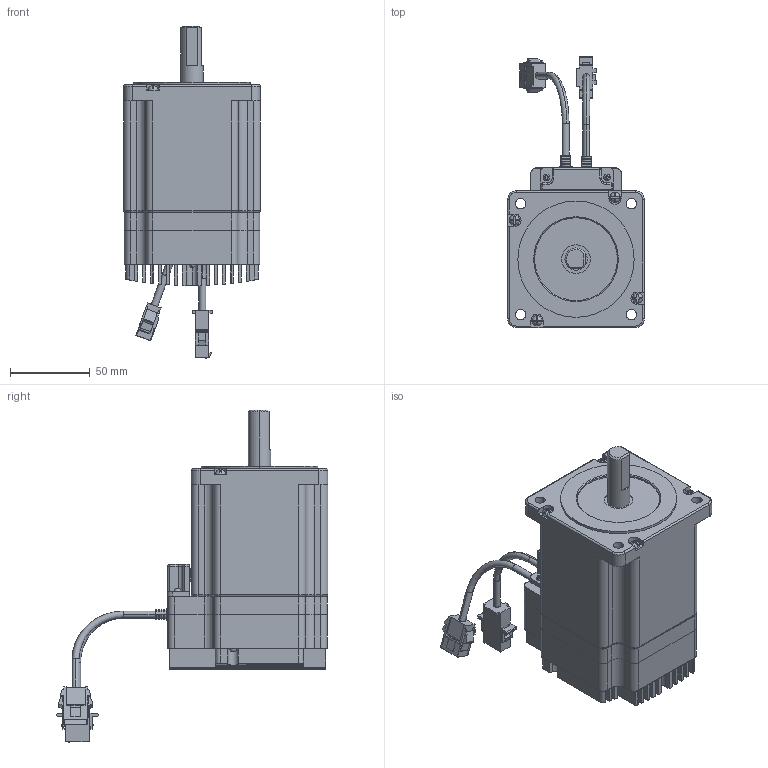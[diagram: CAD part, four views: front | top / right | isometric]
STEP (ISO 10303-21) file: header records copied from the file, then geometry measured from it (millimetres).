
FILE_DESCRIPTION (( 'STEP AP203' ), '1' );
FILE_NAME ('BM-86M Assembly_091218.STEP', '2013-10-31T06:17:11', ( '' ), ( '' ), 'SwSTEP 2.0', 'SolidWorks 2012', '' );
FILE_SCHEMA (( 'CONFIG_CONTROL_DESIGN' ));
Length unit declared in the file: millimetre
Products named in the file (13): BM-86M Assembly_091218; MainBM-86S-assembly-1; MainPower_Cable_86BM-1-1; Mainconnector-B86-1-1; MainM3-screw5 Duplicate28-1; MainM3-screw4 Duplicate27-1; MainM3-screw2 Duplicate26-1; MainM3-screw3 Duplicate25-1; MainM3-screw Duplicate24-1; MainEZST_86_Heat_Sink Duplicate23-1; MainEZST_86_Lower_Case Duplicate22-1; MainEZST_86_Cable_Cover Duplicate21-1; MainBM-86S Duplicate20-1
Assembly tree (12 placements, depth 3):
  BM-86M Assembly_091218
    MainBM-86S-assembly-1
      MainBM-86S Duplicate20-1
      MainEZST_86_Cable_Cover Duplicate21-1
      MainEZST_86_Lower_Case Duplicate22-1
      MainEZST_86_Heat_Sink Duplicate23-1
      MainM3-screw Duplicate24-1
      MainM3-screw3 Duplicate25-1
      MainM3-screw2 Duplicate26-1
      MainM3-screw4 Duplicate27-1
      MainM3-screw5 Duplicate28-1
      Mainconnector-B86-1-1
      MainPower_Cable_86BM-1-1
Bounding box: 86 x 170.75 x 208.5 mm (x, y, z)
Volume: 658834.7 mm3; surface area: 140765.6 mm2
Topology: 11 solids, 11 shells, 1022 faces, 2743 edges, 1782 vertices
Faces by surface type: plane 589, cylinder 348, bspline 43, sphere 22, cone 16, torus 4
Entity records: 35155 total; most frequent: CARTESIAN_POINT 7808, DIRECTION 5523, ORIENTED_EDGE 5406, EDGE_CURVE 2703, AXIS2_PLACEMENT_3D 1910, VERTEX_POINT 1764, VECTOR 1703, LINE 1703
